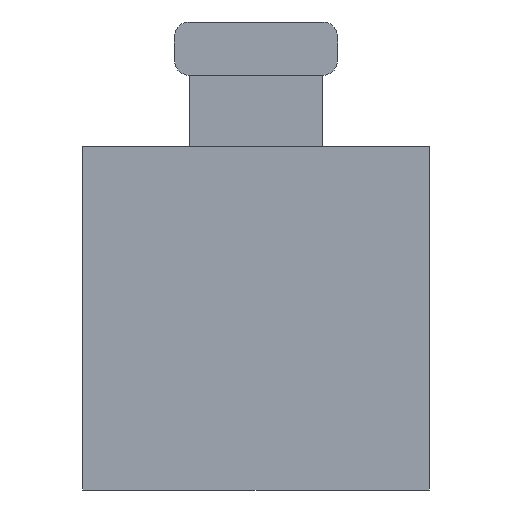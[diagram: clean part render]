
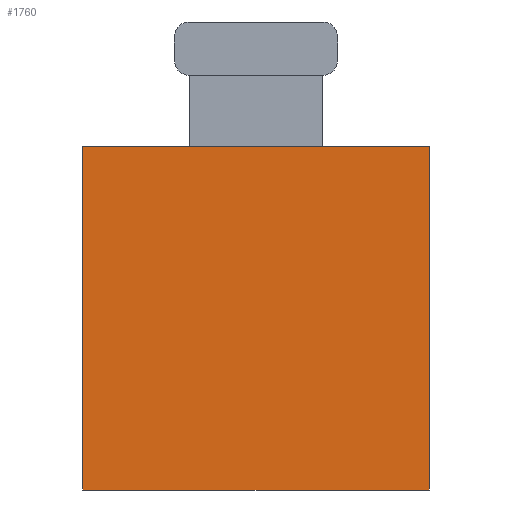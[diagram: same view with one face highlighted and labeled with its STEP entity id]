
A CAD part, front view. The second image highlights one B-rep face of the part: STEP entity #1760.
In plain terms, the highlighted planar face has unit normal (0, -1, 0).
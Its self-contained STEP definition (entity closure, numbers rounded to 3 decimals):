
#94 = DIRECTION ( 'NONE',  ( 0., 0., 1. ) ) ;
#194 = VECTOR ( 'NONE', #2736, 1000. ) ;
#436 = CARTESIAN_POINT ( 'NONE',  ( -11.68, 0., 11.58 ) ) ;
#571 = VERTEX_POINT ( 'NONE', #3250 ) ;
#594 = DIRECTION ( 'NONE',  ( 1., 0., 0. ) ) ;
#758 = CARTESIAN_POINT ( 'NONE',  ( -11.68, 0., -11.58 ) ) ;
#837 = VERTEX_POINT ( 'NONE', #758 ) ;
#963 = AXIS2_PLACEMENT_3D ( 'NONE', #2023, #3187, #1575 ) ;
#1147 = ORIENTED_EDGE ( 'NONE', *, *, #1356, .F. ) ;
#1218 = LINE ( 'NONE', #2388, #1904 ) ;
#1261 = ORIENTED_EDGE ( 'NONE', *, *, #2200, .F. ) ;
#1270 = CARTESIAN_POINT ( 'NONE',  ( -11.68, 0., -11.58 ) ) ;
#1278 = EDGE_LOOP ( 'NONE', ( #2403, #1147, #2958, #1261 ) ) ;
#1356 = EDGE_CURVE ( 'NONE', #2619, #571, #1218, .T. ) ;
#1551 = CARTESIAN_POINT ( 'NONE',  ( 11.68, 0., -11.58 ) ) ;
#1575 = DIRECTION ( 'NONE',  ( 0., 0., -1. ) ) ;
#1760 = ADVANCED_FACE ( 'NONE', ( #2073 ), #1797, .T. ) ;
#1797 = PLANE ( 'NONE',  #963 ) ;
#1800 = LINE ( 'NONE', #2939, #2213 ) ;
#1904 = VECTOR ( 'NONE', #594, 1000. ) ;
#2023 = CARTESIAN_POINT ( 'NONE',  ( 0., 0., 0. ) ) ;
#2073 = FACE_OUTER_BOUND ( 'NONE', #1278, .T. ) ;
#2200 = EDGE_CURVE ( 'NONE', #3524, #837, #2720, .T. ) ;
#2213 = VECTOR ( 'NONE', #94, 1000. ) ;
#2264 = CARTESIAN_POINT ( 'NONE',  ( 11.68, 0., 11.58 ) ) ;
#2388 = CARTESIAN_POINT ( 'NONE',  ( -11.68, 0., 11.58 ) ) ;
#2403 = ORIENTED_EDGE ( 'NONE', *, *, #2808, .F. ) ;
#2538 = LINE ( 'NONE', #2264, #3311 ) ;
#2619 = VERTEX_POINT ( 'NONE', #436 ) ;
#2689 = EDGE_CURVE ( 'NONE', #837, #2619, #1800, .T. ) ;
#2720 = LINE ( 'NONE', #1270, #194 ) ;
#2736 = DIRECTION ( 'NONE',  ( -1., 0., 0. ) ) ;
#2808 = EDGE_CURVE ( 'NONE', #571, #3524, #2538, .T. ) ;
#2939 = CARTESIAN_POINT ( 'NONE',  ( -11.68, 0., 11.58 ) ) ;
#2958 = ORIENTED_EDGE ( 'NONE', *, *, #2689, .F. ) ;
#3187 = DIRECTION ( 'NONE',  ( 0., -1., 0. ) ) ;
#3250 = CARTESIAN_POINT ( 'NONE',  ( 11.68, 0., 11.58 ) ) ;
#3311 = VECTOR ( 'NONE', #3323, 1000. ) ;
#3323 = DIRECTION ( 'NONE',  ( 0., 0., -1. ) ) ;
#3524 = VERTEX_POINT ( 'NONE', #1551 ) ;
